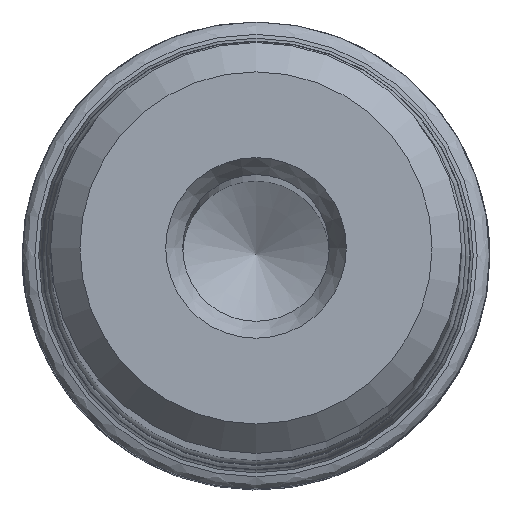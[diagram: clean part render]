
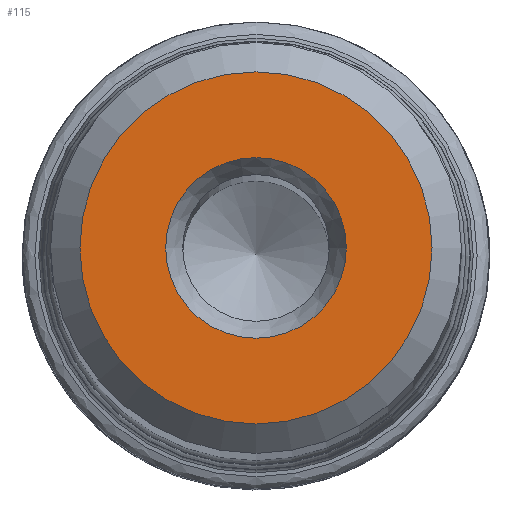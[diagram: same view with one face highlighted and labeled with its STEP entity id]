
A CAD part, top view. The second image highlights one B-rep face of the part: STEP entity #115.
In plain terms, the highlighted planar face has unit normal (0, 0, 1).
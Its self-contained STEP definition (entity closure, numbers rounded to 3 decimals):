
#35=PLANE('',#592);
#115=ADVANCED_FACE('',(#251,#252),#35,.T.);
#251=FACE_BOUND('',#331,.T.);
#252=FACE_BOUND('',#332,.T.);
#331=EDGE_LOOP('',(#411));
#332=EDGE_LOOP('',(#412));
#411=ORIENTED_EDGE('',*,*,#496,.T.);
#412=ORIENTED_EDGE('',*,*,#497,.T.);
#456=VERTEX_POINT('',#1063);
#457=VERTEX_POINT('',#1066);
#496=EDGE_CURVE('',#456,#456,#534,.T.);
#497=EDGE_CURVE('',#457,#457,#535,.T.);
#534=CIRCLE('',#589,3.077);
#535=CIRCLE('',#591,6.);
#589=AXIS2_PLACEMENT_3D('',#1062,#720,#721);
#591=AXIS2_PLACEMENT_3D('',#1065,#724,#725);
#592=AXIS2_PLACEMENT_3D('',#1067,#726,#727);
#720=DIRECTION('',(0.,0.,-1.));
#721=DIRECTION('',(1.,0.,0.));
#724=DIRECTION('',(0.,0.,1.));
#725=DIRECTION('',(1.,0.,0.));
#726=DIRECTION('',(0.,0.,1.));
#727=DIRECTION('',(1.,0.,0.));
#1062=CARTESIAN_POINT('',(0.,0.,0.));
#1063=CARTESIAN_POINT('',(3.077,0.,0.));
#1065=CARTESIAN_POINT('',(0.,0.,0.));
#1066=CARTESIAN_POINT('',(6.,0.,0.));
#1067=CARTESIAN_POINT('',(0.,0.,0.));
